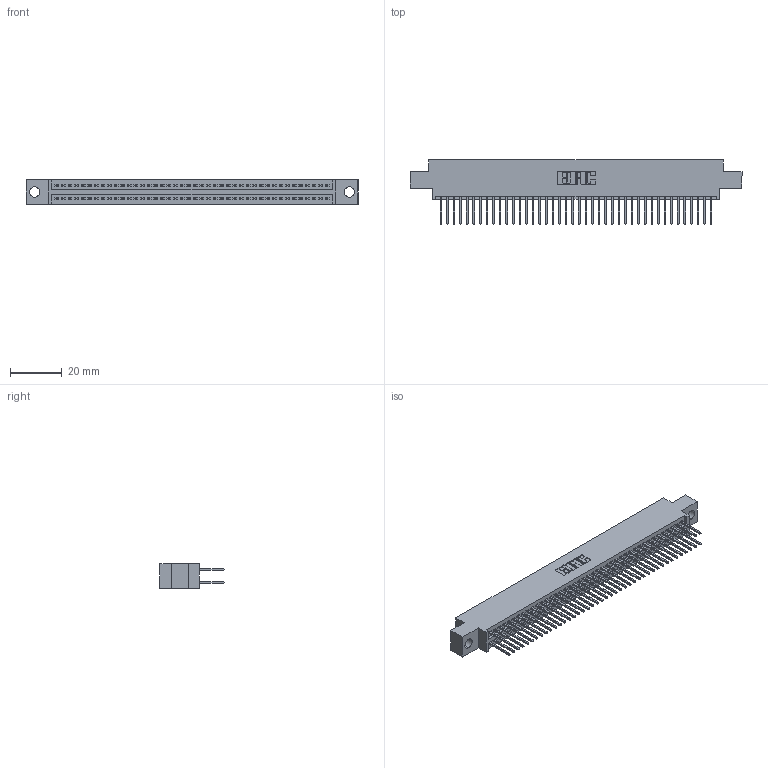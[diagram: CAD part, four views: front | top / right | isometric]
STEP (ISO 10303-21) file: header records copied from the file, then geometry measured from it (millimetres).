
FILE_DESCRIPTION (( 'STEP AP203' ), '1' );
FILE_NAME ('395-084-523-804.STEP', '2018-11-28T11:54:14', ( '' ), ( '' ), 'SwSTEP 2.0', 'SolidWorks 2016', '' );
FILE_SCHEMA (( 'CONFIG_CONTROL_DESIGN' ));
Length unit declared in the file: inch
Products named in the file (3): 395-084-523-804; 345-292-001_345-293-123; 345 Part_0.170 Offset - 0.156 Dia-TH
Assembly tree (85 placements, depth 2):
  395-084-523-804
    345 Part_0.170 Offset - 0.156 Dia-TH
    345-292-001_345-293-123  x84
Bounding box: 127.89 x 24.82 x 9.4 mm (x, y, z)
Volume: 12394.2 mm3; surface area: 19051.7 mm2
Topology: 85 solids, 85 shells, 4330 faces, 12869 edges, 8466 vertices
Faces by surface type: plane 2856, cylinder 1474
Entity records: 33107 total; most frequent: CARTESIAN_POINT 5552, ORIENTED_EDGE 5486, DIRECTION 4895, EDGE_CURVE 2743, VECTOR 2443, LINE 2443, VERTEX_POINT 1826, AXIS2_PLACEMENT_3D 1226
